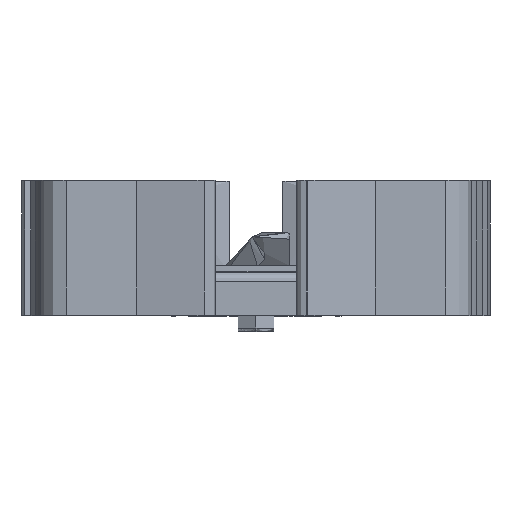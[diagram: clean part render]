
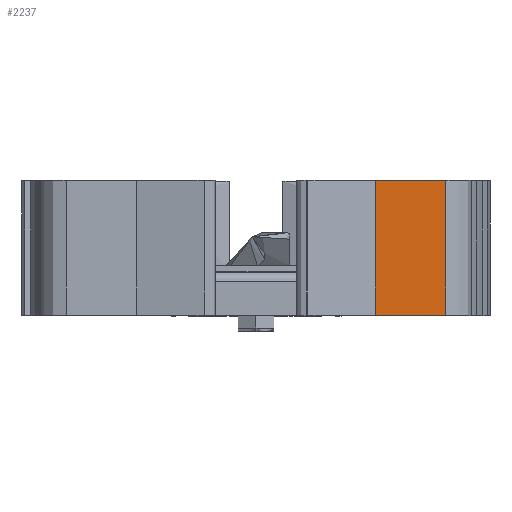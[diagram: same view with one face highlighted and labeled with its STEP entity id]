
A CAD part, top view. The second image highlights one B-rep face of the part: STEP entity #2237.
In plain terms, the highlighted planar face has unit normal (0, 0, 1).
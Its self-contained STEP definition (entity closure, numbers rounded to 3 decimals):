
#258 = VECTOR ( 'NONE', #552, 1000. ) ;
#552 = DIRECTION ( 'NONE',  ( 0., -1., 0. ) ) ;
#568 = VECTOR ( 'NONE', #7067, 1000. ) ;
#740 = ORIENTED_EDGE ( 'NONE', *, *, #7323, .T. ) ;
#922 = ORIENTED_EDGE ( 'NONE', *, *, #7138, .T. ) ;
#928 = AXIS2_PLACEMENT_3D ( 'NONE', #4373, #7221, #936 ) ;
#936 = DIRECTION ( 'NONE',  ( 1., 0., 0. ) ) ;
#1428 = CARTESIAN_POINT ( 'NONE',  ( -28.023, 1.784, 22.927 ) ) ;
#1586 = FACE_OUTER_BOUND ( 'NONE', #1617, .T. ) ;
#1617 = EDGE_LOOP ( 'NONE', ( #3704, #922, #8319, #740 ) ) ;
#1729 = PLANE ( 'NONE',  #928 ) ;
#1999 = VECTOR ( 'NONE', #9214, 1000. ) ;
#2237 = ADVANCED_FACE ( 'NONE', ( #1586 ), #1729, .T. ) ;
#3018 = EDGE_CURVE ( 'NONE', #5462, #6645, #4872, .T. ) ;
#3162 = CARTESIAN_POINT ( 'NONE',  ( -30.243, 6.034, 22.927 ) ) ;
#3704 = ORIENTED_EDGE ( 'NONE', *, *, #3018, .T. ) ;
#3756 = VERTEX_POINT ( 'NONE', #5680 ) ;
#4103 = VERTEX_POINT ( 'NONE', #4140 ) ;
#4140 = CARTESIAN_POINT ( 'NONE',  ( -28.023, 1.784, 22.927 ) ) ;
#4373 = CARTESIAN_POINT ( 'NONE',  ( -30.243, 1.784, 22.927 ) ) ;
#4528 = LINE ( 'NONE', #7463, #7266 ) ;
#4632 = LINE ( 'NONE', #7483, #258 ) ;
#4872 = LINE ( 'NONE', #8500, #1999 ) ;
#5462 = VERTEX_POINT ( 'NONE', #7308 ) ;
#5680 = CARTESIAN_POINT ( 'NONE',  ( -30.243, 1.784, 22.927 ) ) ;
#5934 = DIRECTION ( 'NONE',  ( 1., 0., 0. ) ) ;
#6365 = LINE ( 'NONE', #1428, #568 ) ;
#6645 = VERTEX_POINT ( 'NONE', #3162 ) ;
#7067 = DIRECTION ( 'NONE',  ( 0., 1., 0. ) ) ;
#7138 = EDGE_CURVE ( 'NONE', #6645, #3756, #4632, .T. ) ;
#7221 = DIRECTION ( 'NONE',  ( 0., 0., 1. ) ) ;
#7266 = VECTOR ( 'NONE', #5934, 1000. ) ;
#7308 = CARTESIAN_POINT ( 'NONE',  ( -28.023, 6.034, 22.927 ) ) ;
#7323 = EDGE_CURVE ( 'NONE', #4103, #5462, #6365, .T. ) ;
#7463 = CARTESIAN_POINT ( 'NONE',  ( -30.243, 1.784, 22.927 ) ) ;
#7483 = CARTESIAN_POINT ( 'NONE',  ( -30.243, 1.784, 22.927 ) ) ;
#8319 = ORIENTED_EDGE ( 'NONE', *, *, #8434, .T. ) ;
#8434 = EDGE_CURVE ( 'NONE', #3756, #4103, #4528, .T. ) ;
#8500 = CARTESIAN_POINT ( 'NONE',  ( -30.243, 6.034, 22.927 ) ) ;
#9214 = DIRECTION ( 'NONE',  ( -1., 0., 0. ) ) ;
